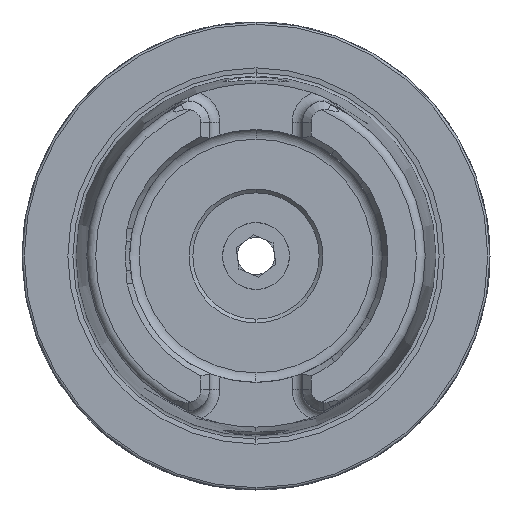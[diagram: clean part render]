
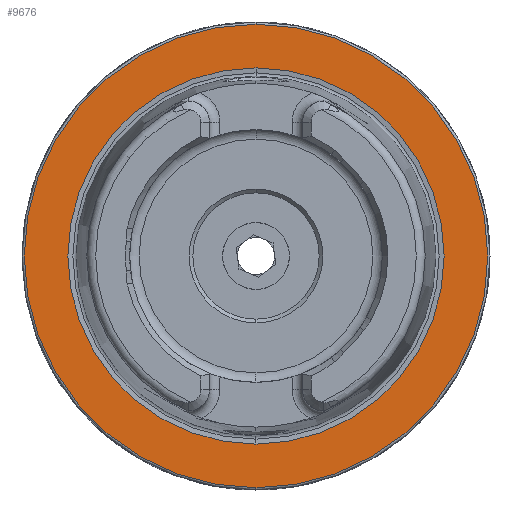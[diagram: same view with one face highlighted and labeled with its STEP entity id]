
A CAD part, left-side view. The second image highlights one B-rep face of the part: STEP entity #9676.
In plain terms, the highlighted planar face has unit normal (-1, 0, 0).
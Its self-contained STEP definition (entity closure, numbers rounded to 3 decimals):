
#105 = FACE_OUTER_BOUND ( 'NONE', #2262, .T. ) ;
#129 = FACE_BOUND ( 'NONE', #2251, .T. ) ;
#599 = CIRCLE ( 'NONE', #9911, 31.2 ) ;
#608 = CIRCLE ( 'NONE', #9914, 25.324 ) ;
#650 = CARTESIAN_POINT ( 'NONE',  ( 0., 0., 31.2 ) ) ;
#657 = CARTESIAN_POINT ( 'NONE',  ( 0., 0., -31.2 ) ) ;
#672 = CARTESIAN_POINT ( 'NONE',  ( 0., 0., 25.324 ) ) ;
#1305 = CARTESIAN_POINT ( 'NONE',  ( 0., 0., 0. ) ) ;
#1306 = DIRECTION ( 'NONE',  ( -1., 0., 0. ) ) ;
#1307 = DIRECTION ( 'NONE',  ( 0., 0., 1. ) ) ;
#1316 = CARTESIAN_POINT ( 'NONE',  ( 0., 0., 0. ) ) ;
#1317 = DIRECTION ( 'NONE',  ( -1., 0., 0. ) ) ;
#1319 = DIRECTION ( 'NONE',  ( 0., 0., 1. ) ) ;
#2251 = EDGE_LOOP ( 'NONE', ( #4586, #4585 ) ) ;
#2262 = EDGE_LOOP ( 'NONE', ( #4584, #4583 ) ) ;
#2453 = VERTEX_POINT ( 'NONE', #672 ) ;
#2473 = VERTEX_POINT ( 'NONE', #657 ) ;
#2478 = VERTEX_POINT ( 'NONE', #650 ) ;
#4466 = EDGE_CURVE ( 'NONE', #10323, #2453, #608, .T. ) ;
#4471 = EDGE_CURVE ( 'NONE', #2478, #2473, #599, .T. ) ;
#4583 = ORIENTED_EDGE ( 'NONE', *, *, #10396, .T. ) ;
#4584 = ORIENTED_EDGE ( 'NONE', *, *, #4471, .T. ) ;
#4585 = ORIENTED_EDGE ( 'NONE', *, *, #4466, .F. ) ;
#4586 = ORIENTED_EDGE ( 'NONE', *, *, #10468, .F. ) ;
#6123 = DIRECTION ( 'NONE',  ( 1., 0., 0. ) ) ;
#6126 = CARTESIAN_POINT ( 'NONE',  ( 0., 31.2, 0. ) ) ;
#6127 = PLANE ( 'NONE',  #6359 ) ;
#6129 = DIRECTION ( 'NONE',  ( 0., 0., -1. ) ) ;
#6359 = AXIS2_PLACEMENT_3D ( 'NONE', #6126, #6123, #6129 ) ;
#6396 = AXIS2_PLACEMENT_3D ( 'NONE', #7163, #7164, #7165 ) ;
#6404 = AXIS2_PLACEMENT_3D ( 'NONE', #7276, #7277, #7278 ) ;
#7097 = CARTESIAN_POINT ( 'NONE',  ( 0., 0., -25.324 ) ) ;
#7163 = CARTESIAN_POINT ( 'NONE',  ( 0., 0., 0. ) ) ;
#7164 = DIRECTION ( 'NONE',  ( -1., 0., 0. ) ) ;
#7165 = DIRECTION ( 'NONE',  ( 0., 0., 1. ) ) ;
#7276 = CARTESIAN_POINT ( 'NONE',  ( 0., 0., 0. ) ) ;
#7277 = DIRECTION ( 'NONE',  ( -1., 0., 0. ) ) ;
#7278 = DIRECTION ( 'NONE',  ( 0., 0., 1. ) ) ;
#9676 = ADVANCED_FACE ( 'NONE', ( #129, #105 ), #6127, .F. ) ;
#9911 = AXIS2_PLACEMENT_3D ( 'NONE', #1316, #1317, #1319 ) ;
#9914 = AXIS2_PLACEMENT_3D ( 'NONE', #1305, #1306, #1307 ) ;
#10323 = VERTEX_POINT ( 'NONE', #7097 ) ;
#10396 = EDGE_CURVE ( 'NONE', #2473, #2478, #10789, .T. ) ;
#10468 = EDGE_CURVE ( 'NONE', #2453, #10323, #10757, .T. ) ;
#10757 = CIRCLE ( 'NONE', #6404, 25.324 ) ;
#10789 = CIRCLE ( 'NONE', #6396, 31.2 ) ;
